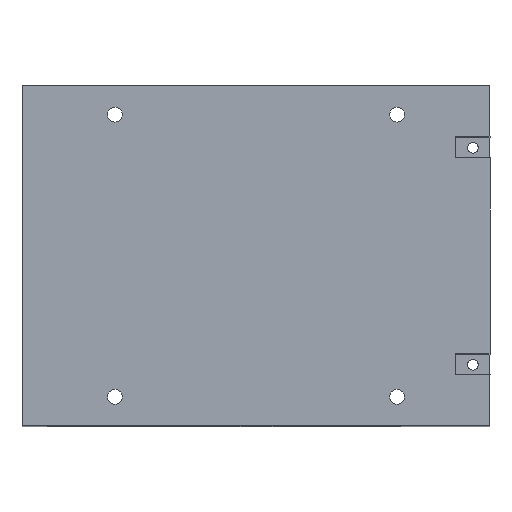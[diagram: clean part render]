
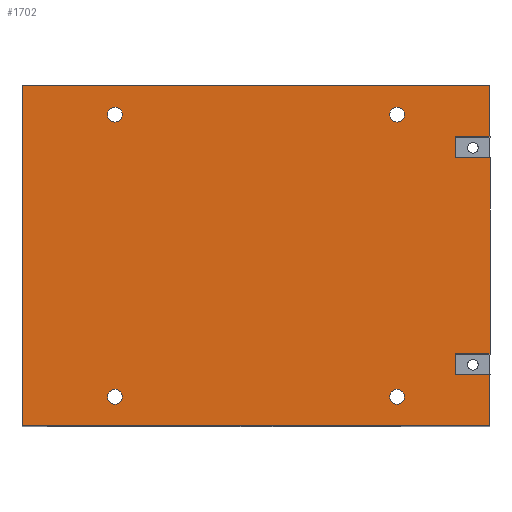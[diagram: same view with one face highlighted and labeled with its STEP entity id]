
A CAD part, top view. The second image highlights one B-rep face of the part: STEP entity #1702.
In plain terms, the highlighted planar face has unit normal (0, 0, 1).
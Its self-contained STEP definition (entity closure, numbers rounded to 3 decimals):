
#19=FACE_BOUND('',#216,.T.);
#20=FACE_BOUND('',#217,.T.);
#21=FACE_BOUND('',#218,.T.);
#22=FACE_BOUND('',#219,.T.);
#36=CIRCLE('',#1752,1.75);
#38=CIRCLE('',#1755,1.75);
#40=CIRCLE('',#1758,1.75);
#42=CIRCLE('',#1761,1.75);
#128=FACE_OUTER_BOUND('',#215,.T.);
#215=EDGE_LOOP('',(#1422,#1423,#1424,#1425,#1426,#1427,#1428,#1429,#1430,
#1431,#1432,#1433));
#216=EDGE_LOOP('',(#1434));
#217=EDGE_LOOP('',(#1435));
#218=EDGE_LOOP('',(#1436));
#219=EDGE_LOOP('',(#1437));
#428=LINE('',#2631,#650);
#432=LINE('',#2638,#654);
#435=LINE('',#2644,#657);
#438=LINE('',#2652,#660);
#442=LINE('',#2659,#664);
#445=LINE('',#2665,#667);
#446=LINE('',#2669,#668);
#447=LINE('',#2671,#669);
#448=LINE('',#2673,#670);
#449=LINE('',#2674,#671);
#450=LINE('',#2675,#672);
#451=LINE('',#2676,#673);
#650=VECTOR('',#2155,10.);
#654=VECTOR('',#2161,10.);
#657=VECTOR('',#2166,10.);
#660=VECTOR('',#2171,10.);
#664=VECTOR('',#2177,10.);
#667=VECTOR('',#2182,10.);
#668=VECTOR('',#2185,10.);
#669=VECTOR('',#2186,10.);
#670=VECTOR('',#2187,10.);
#671=VECTOR('',#2188,10.);
#672=VECTOR('',#2189,10.);
#673=VECTOR('',#2190,10.);
#735=VERTEX_POINT('',#2382);
#737=VERTEX_POINT('',#2388);
#739=VERTEX_POINT('',#2394);
#741=VERTEX_POINT('',#2400);
#815=VERTEX_POINT('',#2628);
#816=VERTEX_POINT('',#2630);
#818=VERTEX_POINT('',#2636);
#820=VERTEX_POINT('',#2642);
#823=VERTEX_POINT('',#2649);
#824=VERTEX_POINT('',#2651);
#826=VERTEX_POINT('',#2657);
#828=VERTEX_POINT('',#2663);
#829=VERTEX_POINT('',#2667);
#830=VERTEX_POINT('',#2668);
#831=VERTEX_POINT('',#2670);
#832=VERTEX_POINT('',#2672);
#909=EDGE_CURVE('',#735,#735,#36,.T.);
#912=EDGE_CURVE('',#737,#737,#38,.T.);
#915=EDGE_CURVE('',#739,#739,#40,.T.);
#918=EDGE_CURVE('',#741,#741,#42,.T.);
#1034=EDGE_CURVE('',#816,#815,#428,.T.);
#1038=EDGE_CURVE('',#815,#818,#432,.T.);
#1041=EDGE_CURVE('',#818,#820,#435,.T.);
#1044=EDGE_CURVE('',#824,#823,#438,.T.);
#1048=EDGE_CURVE('',#823,#826,#442,.T.);
#1051=EDGE_CURVE('',#826,#828,#445,.T.);
#1052=EDGE_CURVE('',#829,#830,#446,.T.);
#1053=EDGE_CURVE('',#830,#831,#447,.T.);
#1054=EDGE_CURVE('',#831,#832,#448,.T.);
#1055=EDGE_CURVE('',#832,#816,#449,.T.);
#1056=EDGE_CURVE('',#820,#824,#450,.T.);
#1057=EDGE_CURVE('',#828,#829,#451,.T.);
#1422=ORIENTED_EDGE('',*,*,#1052,.T.);
#1423=ORIENTED_EDGE('',*,*,#1053,.T.);
#1424=ORIENTED_EDGE('',*,*,#1054,.T.);
#1425=ORIENTED_EDGE('',*,*,#1055,.T.);
#1426=ORIENTED_EDGE('',*,*,#1034,.T.);
#1427=ORIENTED_EDGE('',*,*,#1038,.T.);
#1428=ORIENTED_EDGE('',*,*,#1041,.T.);
#1429=ORIENTED_EDGE('',*,*,#1056,.T.);
#1430=ORIENTED_EDGE('',*,*,#1044,.T.);
#1431=ORIENTED_EDGE('',*,*,#1048,.T.);
#1432=ORIENTED_EDGE('',*,*,#1051,.T.);
#1433=ORIENTED_EDGE('',*,*,#1057,.T.);
#1434=ORIENTED_EDGE('',*,*,#909,.T.);
#1435=ORIENTED_EDGE('',*,*,#912,.T.);
#1436=ORIENTED_EDGE('',*,*,#915,.T.);
#1437=ORIENTED_EDGE('',*,*,#918,.T.);
#1623=PLANE('',#1807);
#1702=ADVANCED_FACE('',(#128,#19,#20,#21,#22),#1623,.T.);
#1752=AXIS2_PLACEMENT_3D('',#2383,#1938,#1939);
#1755=AXIS2_PLACEMENT_3D('',#2389,#1945,#1946);
#1758=AXIS2_PLACEMENT_3D('',#2395,#1952,#1953);
#1761=AXIS2_PLACEMENT_3D('',#2401,#1959,#1960);
#1807=AXIS2_PLACEMENT_3D('',#2666,#2183,#2184);
#1938=DIRECTION('center_axis',(0.,0.,-1.));
#1939=DIRECTION('ref_axis',(-1.,0.,0.));
#1945=DIRECTION('center_axis',(0.,0.,-1.));
#1946=DIRECTION('ref_axis',(-1.,0.,0.));
#1952=DIRECTION('center_axis',(0.,0.,-1.));
#1953=DIRECTION('ref_axis',(-1.,0.,0.));
#1959=DIRECTION('center_axis',(0.,0.,-1.));
#1960=DIRECTION('ref_axis',(-1.,0.,0.));
#2155=DIRECTION('',(-1.,0.,0.));
#2161=DIRECTION('',(0.,1.,0.));
#2166=DIRECTION('',(1.,0.,0.));
#2171=DIRECTION('',(-1.,0.,0.));
#2177=DIRECTION('',(0.,1.,0.));
#2182=DIRECTION('',(1.,0.,0.));
#2183=DIRECTION('center_axis',(0.,0.,1.));
#2184=DIRECTION('ref_axis',(1.,0.,0.));
#2185=DIRECTION('',(-1.,0.,0.));
#2186=DIRECTION('',(0.,-1.,0.));
#2187=DIRECTION('',(1.,0.,0.));
#2188=DIRECTION('',(0.,1.,0.));
#2189=DIRECTION('',(0.,1.,0.));
#2190=DIRECTION('',(0.,1.,0.));
#2382=CARTESIAN_POINT('',(89.907,-143.157,90.));
#2383=CARTESIAN_POINT('Origin',(88.157,-143.157,90.));
#2388=CARTESIAN_POINT('',(89.907,-76.843,90.));
#2389=CARTESIAN_POINT('Origin',(88.157,-76.843,90.));
#2394=CARTESIAN_POINT('',(23.593,-143.157,90.));
#2395=CARTESIAN_POINT('Origin',(21.843,-143.157,90.));
#2400=CARTESIAN_POINT('',(23.593,-76.843,90.));
#2401=CARTESIAN_POINT('Origin',(21.843,-76.843,90.));
#2628=CARTESIAN_POINT('',(102.,-138.,90.));
#2630=CARTESIAN_POINT('',(110.,-138.,90.));
#2631=CARTESIAN_POINT('',(110.,-138.,90.));
#2636=CARTESIAN_POINT('',(102.,-133.,90.));
#2638=CARTESIAN_POINT('',(102.,-138.,90.));
#2642=CARTESIAN_POINT('',(110.,-133.,90.));
#2644=CARTESIAN_POINT('',(102.,-133.,90.));
#2649=CARTESIAN_POINT('',(102.,-87.,90.));
#2651=CARTESIAN_POINT('',(110.,-87.,90.));
#2652=CARTESIAN_POINT('',(102.,-87.,90.));
#2657=CARTESIAN_POINT('',(102.,-82.,90.));
#2659=CARTESIAN_POINT('',(102.,-82.,90.));
#2663=CARTESIAN_POINT('',(110.,-82.,90.));
#2665=CARTESIAN_POINT('',(110.,-82.,90.));
#2666=CARTESIAN_POINT('Origin',(55.,-110.,90.));
#2667=CARTESIAN_POINT('',(110.,-70.,90.));
#2668=CARTESIAN_POINT('',(0.,-70.,90.));
#2669=CARTESIAN_POINT('',(110.,-70.,90.));
#2670=CARTESIAN_POINT('',(0.,-150.,90.));
#2671=CARTESIAN_POINT('',(0.,-70.,90.));
#2672=CARTESIAN_POINT('',(110.,-150.,90.));
#2673=CARTESIAN_POINT('',(0.,-150.,90.));
#2674=CARTESIAN_POINT('',(110.,-150.,90.));
#2675=CARTESIAN_POINT('',(110.,-150.,90.));
#2676=CARTESIAN_POINT('',(110.,-150.,90.));
